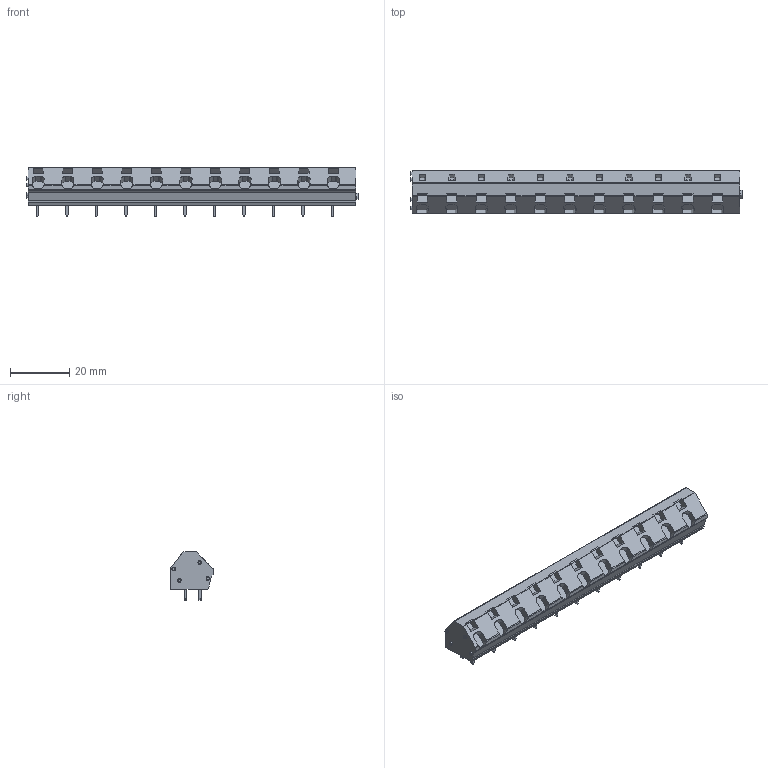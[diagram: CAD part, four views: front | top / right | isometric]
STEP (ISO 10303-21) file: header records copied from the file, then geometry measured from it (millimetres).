
FILE_DESCRIPTION(('CATIA V5 STEP','CAx-IF Rec.Pracs.--- Model Styling and Organization---1.2---2011-12-15'),'2;1');
FILE_NAME ('D1460271_0', '2018-09-08T13:15:49+00:00', ('none'), ('Weidmueller'), 'CATIA Version 5-6 Release 2014', 'CATIA V5 STEP AP214', 'none');
FILE_SCHEMA(('AUTOMOTIVE_DESIGN { 1 0 10303 214 1 1 1 1 }'));
Length unit declared in the file: millimetre
Products named in the file (1): 1953560000
Bounding box: 112.5 x 14.5 x 16.48 mm (x, y, z)
Volume: 15647.6 mm3; surface area: 6879.9 mm2
Topology: 23 solids, 23 shells, 693 faces, 1881 edges, 1257 vertices
Faces by surface type: plane 501, cylinder 130, cone 62
Entity records: 20588 total; most frequent: CARTESIAN_POINT 4448, ORIENTED_EDGE 3762, DIRECTION 2566, EDGE_CURVE 1881, VERTEX_POINT 1257, VECTOR 1246, LINE 1246, AXIS2_PLACEMENT_3D 834
